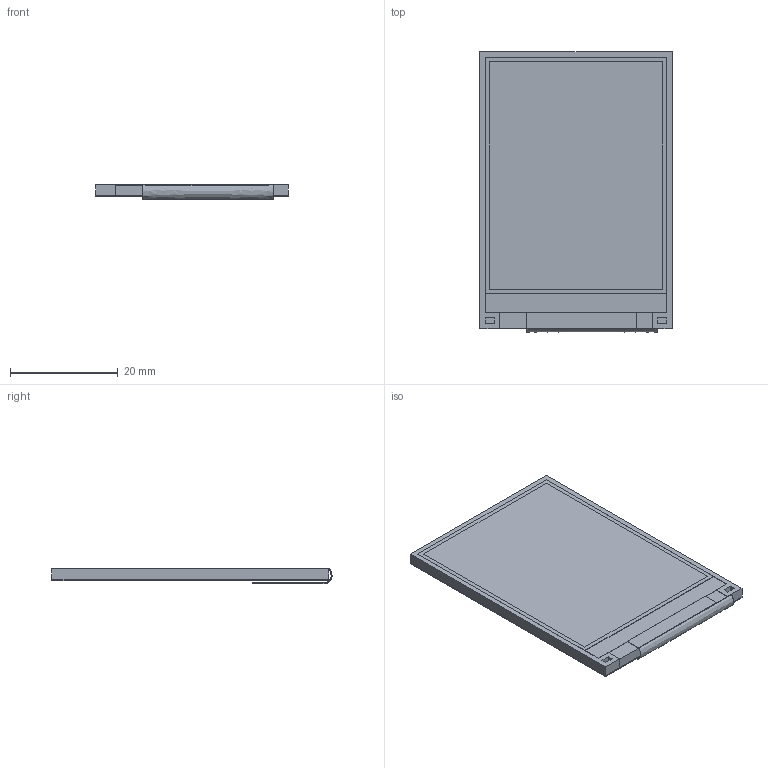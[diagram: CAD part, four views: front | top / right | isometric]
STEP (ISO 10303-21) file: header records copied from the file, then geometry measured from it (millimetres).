
FILE_DESCRIPTION(/* description */ (''),/* implementation_level */ '2;1');
FILE_NAME(/* name */ 'IPS Display 240x320 v13.step',/* time_stamp */ '2021-10-26T00:03:14+02:00',/* author */ (''),/* organization */ (''),/* preprocessor_version */ 'ST-DEVELOPER v18.1',/* originating_system */ 'Autodesk Translation Framework v10.10.0.1391',/* authorisation */ '');
FILE_SCHEMA (('AUTOMOTIVE_DESIGN { 1 0 10303 214 3 1 1 }'));
Length unit declared in the file: millimetre
Products named in the file (3): IPS Display 240x320; Display; FPC below
Assembly tree (2 placements, depth 2):
  IPS Display 240x320
    Display
    FPC below
Bounding box: 35.7 x 51.86 x 2.82 mm (x, y, z)
Volume: 4039.8 mm3; surface area: 9896.2 mm2
Topology: 24 solids, 24 shells, 398 faces, 1044 edges, 696 vertices
Faces by surface type: plane 282, cylinder 68, bspline 48
Full cylindrical faces by diameter (mm): 0.15 x12
Entity records: 12353 total; most frequent: CARTESIAN_POINT 2677, ORIENTED_EDGE 2088, DIRECTION 1794, EDGE_CURVE 1044, LINE 812, VECTOR 812, VERTEX_POINT 696, AXIS2_PLACEMENT_3D 491
